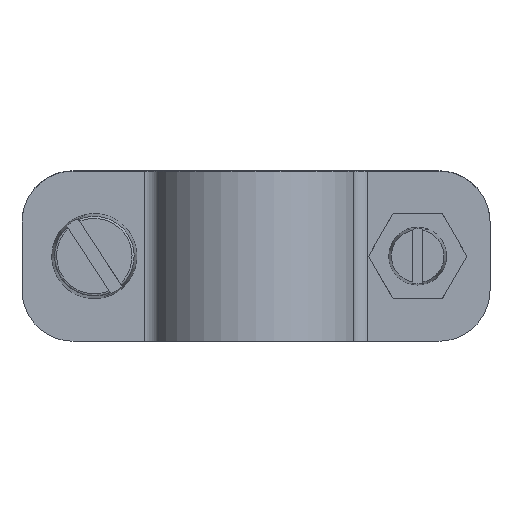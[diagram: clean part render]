
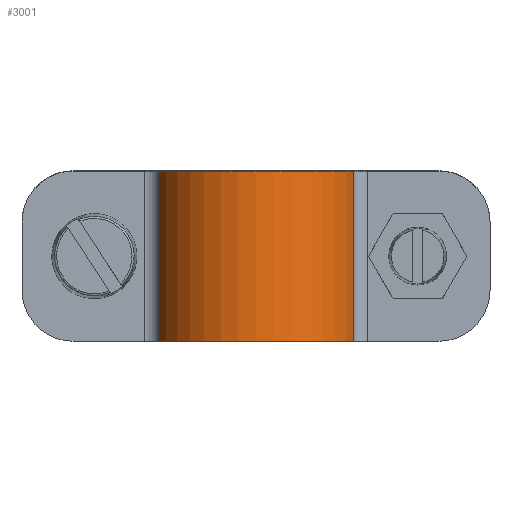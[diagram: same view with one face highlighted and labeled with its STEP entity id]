
A CAD part, front view. The second image highlights one B-rep face of the part: STEP entity #3001.
In plain terms, the highlighted cylindrical face has radius 12.3 mm (diameter 24.6 mm), a partial arc.
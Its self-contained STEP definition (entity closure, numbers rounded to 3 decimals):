
#24 = VERTEX_POINT ( 'NONE', #2066 ) ;
#67 = CARTESIAN_POINT ( 'NONE',  ( -11.467, 4.449, 0. ) ) ;
#253 = CYLINDRICAL_SURFACE ( 'NONE', #1975, 12.3 ) ;
#343 = DIRECTION ( 'NONE',  ( 0., 0., -1. ) ) ;
#355 = ORIENTED_EDGE ( 'NONE', *, *, #2764, .F. ) ;
#503 = CARTESIAN_POINT ( 'NONE',  ( 11.467, 4.449, 20. ) ) ;
#627 = DIRECTION ( 'NONE',  ( 0., 0., -1. ) ) ;
#644 = EDGE_CURVE ( 'NONE', #2505, #4111, #3669, .T. ) ;
#716 = CARTESIAN_POINT ( 'NONE',  ( 11.467, 4.449, 20. ) ) ;
#1127 = DIRECTION ( 'NONE',  ( 1., 0., 0. ) ) ;
#1129 = EDGE_LOOP ( 'NONE', ( #355, #3123, #1489, #2637 ) ) ;
#1148 = EDGE_CURVE ( 'NONE', #4111, #1281, #2920, .T. ) ;
#1188 = DIRECTION ( 'NONE',  ( 0., 0., 1. ) ) ;
#1281 = VERTEX_POINT ( 'NONE', #67 ) ;
#1379 = DIRECTION ( 'NONE',  ( -1., 0., 0. ) ) ;
#1431 = VECTOR ( 'NONE', #343, 1000. ) ;
#1432 = DIRECTION ( 'NONE',  ( -1., 0., 0. ) ) ;
#1489 = ORIENTED_EDGE ( 'NONE', *, *, #1148, .T. ) ;
#1866 = AXIS2_PLACEMENT_3D ( 'NONE', #4150, #2252, #1127 ) ;
#1975 = AXIS2_PLACEMENT_3D ( 'NONE', #2208, #627, #1379 ) ;
#2047 = AXIS2_PLACEMENT_3D ( 'NONE', #2977, #3679, #1432 ) ;
#2066 = CARTESIAN_POINT ( 'NONE',  ( -11.467, 4.449, 20. ) ) ;
#2208 = CARTESIAN_POINT ( 'NONE',  ( 0., 0., 20. ) ) ;
#2252 = DIRECTION ( 'NONE',  ( 0., 0., 1. ) ) ;
#2505 = VERTEX_POINT ( 'NONE', #503 ) ;
#2546 = FACE_OUTER_BOUND ( 'NONE', #1129, .T. ) ;
#2637 = ORIENTED_EDGE ( 'NONE', *, *, #3817, .T. ) ;
#2758 = CARTESIAN_POINT ( 'NONE',  ( -11.467, 4.449, 20. ) ) ;
#2764 = EDGE_CURVE ( 'NONE', #2505, #24, #4223, .T. ) ;
#2920 = CIRCLE ( 'NONE', #1866, 12.3 ) ;
#2977 = CARTESIAN_POINT ( 'NONE',  ( 0., 0., 20. ) ) ;
#3001 = ADVANCED_FACE ( 'NONE', ( #2546 ), #253, .T. ) ;
#3123 = ORIENTED_EDGE ( 'NONE', *, *, #644, .T. ) ;
#3152 = VECTOR ( 'NONE', #1188, 1000. ) ;
#3669 = LINE ( 'NONE', #716, #1431 ) ;
#3679 = DIRECTION ( 'NONE',  ( 0., 0., 1. ) ) ;
#3817 = EDGE_CURVE ( 'NONE', #1281, #24, #4733, .T. ) ;
#4111 = VERTEX_POINT ( 'NONE', #4282 ) ;
#4150 = CARTESIAN_POINT ( 'NONE',  ( 0., 0., 0. ) ) ;
#4223 = CIRCLE ( 'NONE', #2047, 12.3 ) ;
#4282 = CARTESIAN_POINT ( 'NONE',  ( 11.467, 4.449, 0. ) ) ;
#4733 = LINE ( 'NONE', #2758, #3152 ) ;
